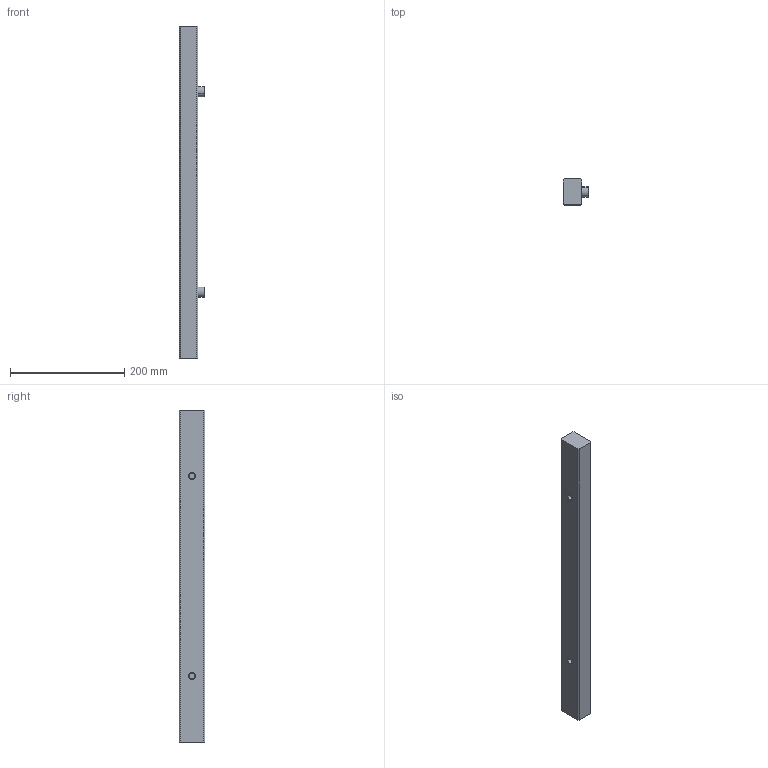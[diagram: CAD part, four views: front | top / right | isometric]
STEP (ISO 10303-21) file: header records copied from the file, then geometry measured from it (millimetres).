
FILE_DESCRIPTION (( 'STEP AP203' ), '1' );
FILE_NAME ('Y342G01-下料棒.STEP', '2023-11-17T02:35:42', ( '' ), ( '' ), 'SwSTEP 2.0', 'SolidWorks 2018', '' );
FILE_SCHEMA (( 'CONFIG_CONTROL_DESIGN' ));
Length unit declared in the file: millimetre
Products named in the file (3): 複製 of SBA12016-六角孔螺栓^Y342G01-下料棒_SBA12016; 複製 of 342G01-下料棒^Y342G01-下料棒; Y342G01-下料棒
Assembly tree (3 placements, depth 2):
  Y342G01-下料棒
    複製 of 342G01-下料棒^Y342G01-下料棒
    複製 of SBA12016-六角孔螺栓^Y342G01-下料棒_SBA12016  x2
Bounding box: 44 x 45 x 580 mm (x, y, z)
Volume: 833943.7 mm3; surface area: 95074.7 mm2
Topology: 3 solids, 3 shells, 54 faces, 120 edges, 76 vertices
Faces by surface type: plane 30, cone 12, cylinder 12
Entity records: 1351 total; most frequent: DIRECTION 190, CARTESIAN_POINT 176, ORIENTED_EDGE 164, EDGE_CURVE 82, AXIS2_PLACEMENT_3D 66, LINE 58, VECTOR 58, VERTEX_POINT 52
